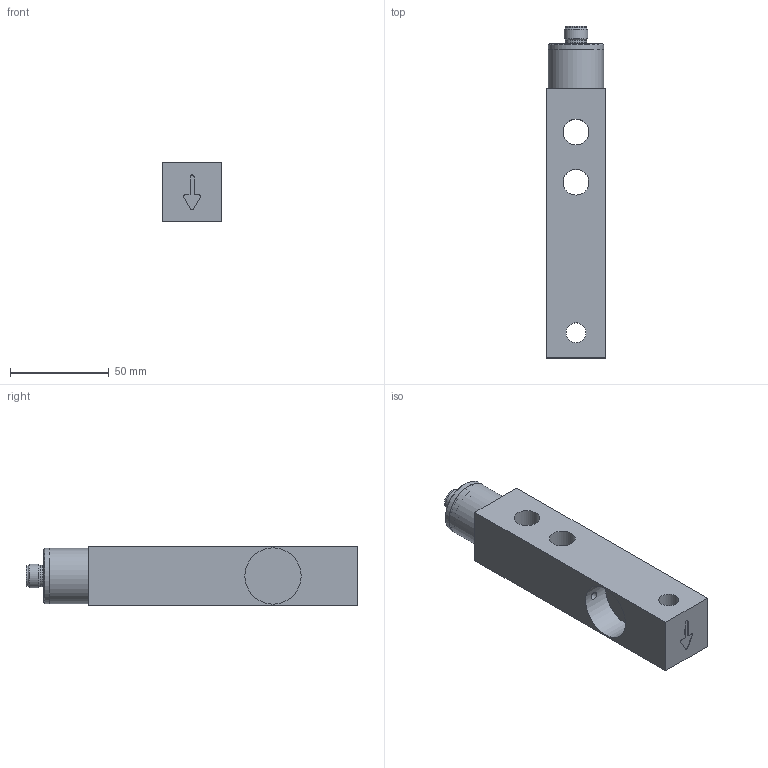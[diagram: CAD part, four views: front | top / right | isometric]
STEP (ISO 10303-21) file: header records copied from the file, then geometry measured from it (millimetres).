
FILE_DESCRIPTION(/* description */ ('Unknown'),/* implementation_level */ '2;1');
FILE_NAME(/* name */ 'SST0xxkNxxxx-20-01758b',/* time_stamp */ '2020-02-21T11:06:51+01:00',/* author */ ('Unknown'),/* organization */ ('Unknown'),/* preprocessor_version */ 'ST-DEVELOPER v16.7',/* originating_system */ 'DEX',/* authorisation */ $);
FILE_SCHEMA (('AUTOMOTIVE_DESIGN {1 0 10303 214 3 1 1}'));
Length unit declared in the file: millimetre
Products named in the file (11): 20.01758; 20.01974; 10.02081; 20.01885; 20.01732; 20.01884; 20.3.0454; 10.02077; 10.02093; 10.02095; 20.3.0544
Assembly tree (14 placements, depth 5):
  20.01758
    20.01974
    10.02081
      20.01885
      20.01732
        20.01884
        20.3.0454
        10.02077
          10.02093
          10.02095  x5
        20.3.0544
Bounding box: 30 x 168 x 30 mm (x, y, z)
Volume: 93566.1 mm3; surface area: 37395.3 mm2
Topology: 11 solids, 11 shells, 295 faces, 670 edges, 449 vertices
Faces by surface type: plane 151, cylinder 84, bspline 32, torus 14, cone 13, sphere 1
Full cylindrical faces by diameter (mm): 0.6 x5, 1 x5, 1.4 x10, 1.6 x3, 2 x5, 2.6 x2, 2.7 x1, 3 x2, 3.5 x1, 3.75 x2, 3.8 x1, 4 x1, 8 x1, 8.4 x1, 8.46 x1, 9.4 x3, 9.5 x1, 9.6 x2, 10 x1, 10.106 x1, 10.5 x1, 10.8 x1, 11.7 x1, 12 x2, 13 x2, 25.5 x1, 26.3 x1, 26.6 x1, 27 x2, 27.1 x1
Entity records: 9446 total; most frequent: CARTESIAN_POINT 2264, DIRECTION 1104, ORIENTED_EDGE 1008, EDGE_CURVE 504, FACE_BOUND 450, EDGE_LOOP 449, AXIS2_PLACEMENT_3D 416, VERTEX_POINT 384
